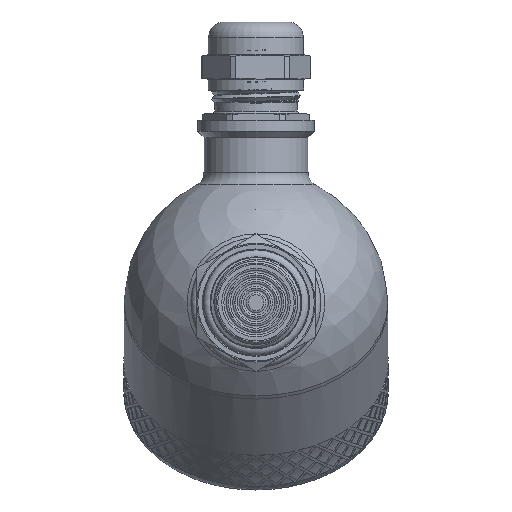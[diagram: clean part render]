
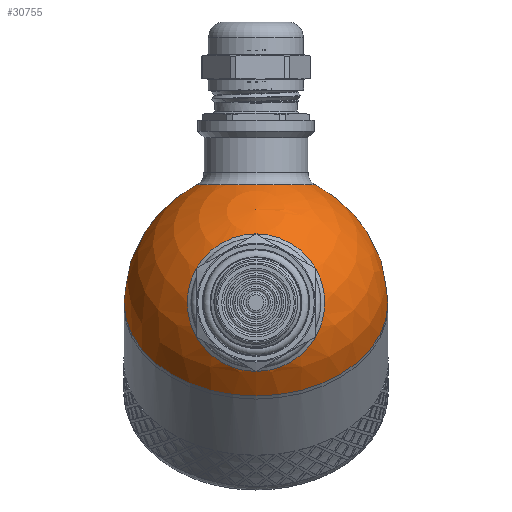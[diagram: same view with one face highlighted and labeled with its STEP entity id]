
A CAD part, left-side view. The second image highlights one B-rep face of the part: STEP entity #30755.
In plain terms, the highlighted spherical face has radius 30 mm.
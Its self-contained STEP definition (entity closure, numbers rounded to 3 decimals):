
#16=SPHERICAL_SURFACE('',#32285,30.);
#705=FACE_BOUND('',#10701,.T.);
#706=FACE_BOUND('',#10702,.T.);
#8593=FACE_OUTER_BOUND('',#10700,.T.);
#10700=EDGE_LOOP('',(#28036,#28037,#28038,#28039));
#10701=EDGE_LOOP('',(#28040));
#10702=EDGE_LOOP('',(#28041));
#11385=CIRCLE('',#32282,15.643);
#11388=CIRCLE('',#32286,30.);
#11389=CIRCLE('',#32287,30.);
#11390=CIRCLE('',#32288,30.);
#11391=CIRCLE('',#32289,13.5);
#14408=VERTEX_POINT('',#73187);
#14410=VERTEX_POINT('',#73193);
#14411=VERTEX_POINT('',#73194);
#14412=VERTEX_POINT('',#73196);
#14413=VERTEX_POINT('',#73199);
#18979=EDGE_CURVE('',#14408,#14408,#11385,.T.);
#18982=EDGE_CURVE('',#14410,#14411,#11388,.T.);
#18983=EDGE_CURVE('',#14410,#14412,#11389,.T.);
#18984=EDGE_CURVE('',#14411,#14410,#11390,.T.);
#18985=EDGE_CURVE('',#14413,#14413,#11391,.T.);
#28036=ORIENTED_EDGE('',*,*,#18982,.F.);
#28037=ORIENTED_EDGE('',*,*,#18983,.T.);
#28038=ORIENTED_EDGE('',*,*,#18983,.F.);
#28039=ORIENTED_EDGE('',*,*,#18984,.F.);
#28040=ORIENTED_EDGE('',*,*,#18979,.F.);
#28041=ORIENTED_EDGE('',*,*,#18985,.F.);
#30755=ADVANCED_FACE('',(#8593,#705,#706),#16,.T.);
#32282=AXIS2_PLACEMENT_3D('',#73188,#35930,#35931);
#32285=AXIS2_PLACEMENT_3D('',#73192,#35936,#35937);
#32286=AXIS2_PLACEMENT_3D('',#73195,#35938,#35939);
#32287=AXIS2_PLACEMENT_3D('',#73197,#35940,#35941);
#32288=AXIS2_PLACEMENT_3D('',#73198,#35942,#35943);
#32289=AXIS2_PLACEMENT_3D('',#73200,#35944,#35945);
#35930=DIRECTION('center_axis',(-0.707,0.,0.707));
#35931=DIRECTION('ref_axis',(0.707,0.,0.707));
#35936=DIRECTION('center_axis',(1.,0.,0.));
#35937=DIRECTION('ref_axis',(0.,-1.,0.));
#35938=DIRECTION('center_axis',(1.,0.,0.));
#35939=DIRECTION('ref_axis',(0.,1.,0.));
#35940=DIRECTION('center_axis',(0.,0.,1.));
#35941=DIRECTION('ref_axis',(0.,1.,0.));
#35942=DIRECTION('center_axis',(1.,0.,0.));
#35943=DIRECTION('ref_axis',(0.,1.,0.));
#35944=DIRECTION('center_axis',(-0.707,0.,-0.707));
#35945=DIRECTION('ref_axis',(-0.707,0.,0.707));
#73187=CARTESIAN_POINT('',(-29.162,0.,7.04));
#73188=CARTESIAN_POINT('Origin',(-18.101,0.,18.101));
#73192=CARTESIAN_POINT('Origin',(0.,0.,0.));
#73193=CARTESIAN_POINT('',(0.,30.,0.));
#73194=CARTESIAN_POINT('',(0.,-30.,0.));
#73195=CARTESIAN_POINT('Origin',(0.,0.,0.));
#73196=CARTESIAN_POINT('',(-30.,0.,0.));
#73197=CARTESIAN_POINT('Origin',(0.,0.,0.));
#73198=CARTESIAN_POINT('Origin',(0.,0.,0.));
#73199=CARTESIAN_POINT('',(-9.398,0.,-28.49));
#73200=CARTESIAN_POINT('Origin',(-18.944,0.,-18.944));
